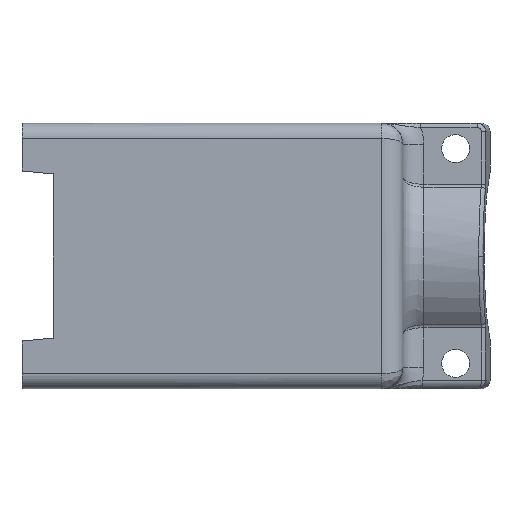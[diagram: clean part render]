
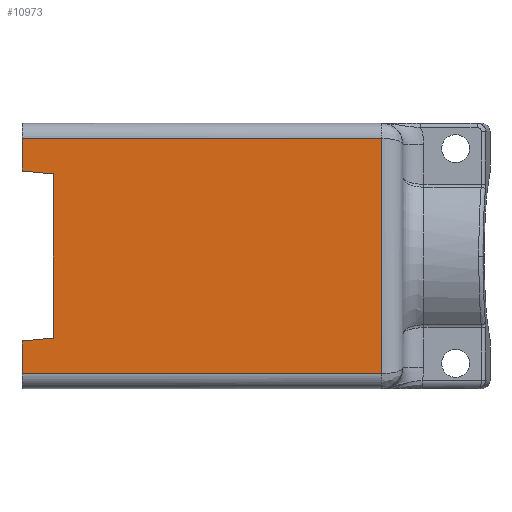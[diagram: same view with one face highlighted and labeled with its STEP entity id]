
A CAD part, left-side view. The second image highlights one B-rep face of the part: STEP entity #10973.
In plain terms, the highlighted planar face has unit normal (-1, 0, 0).
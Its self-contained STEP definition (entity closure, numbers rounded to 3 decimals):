
#78 = EDGE_CURVE ( 'NONE', #5030, #4901, #147, .T. ) ;
#147 = LINE ( 'NONE', #7059, #176 ) ;
#176 = VECTOR ( 'NONE', #19186, 1000. ) ;
#232 = ORIENTED_EDGE ( 'NONE', *, *, #6453, .T. ) ;
#883 = CARTESIAN_POINT ( 'NONE',  ( -34.5, 30.867, 13.9 ) ) ;
#1379 = EDGE_CURVE ( 'NONE', #3569, #4713, #20067, .T. ) ;
#2268 = CARTESIAN_POINT ( 'NONE',  ( -34.5, 22.525, 0. ) ) ;
#2332 = DIRECTION ( 'NONE',  ( 0., -0.996, 0.094 ) ) ;
#2714 = CARTESIAN_POINT ( 'NONE',  ( -34.5, 2.5, -13.9 ) ) ;
#3387 = VERTEX_POINT ( 'NONE', #3914 ) ;
#3399 = LINE ( 'NONE', #5540, #5640 ) ;
#3459 = VECTOR ( 'NONE', #20187, 1000. ) ;
#3569 = VERTEX_POINT ( 'NONE', #13308 ) ;
#3914 = CARTESIAN_POINT ( 'NONE',  ( -34.5, 2.5, 13.9 ) ) ;
#3998 = CARTESIAN_POINT ( 'NONE',  ( -34.5, 45.05, 13.9 ) ) ;
#4108 = DIRECTION ( 'NONE',  ( 0., 0., -1. ) ) ;
#4531 = CARTESIAN_POINT ( 'NONE',  ( -34.5, 45.05, -13.9 ) ) ;
#4713 = VERTEX_POINT ( 'NONE', #8287 ) ;
#4834 = DIRECTION ( 'NONE',  ( 0., 0., -1. ) ) ;
#4901 = VERTEX_POINT ( 'NONE', #11230 ) ;
#4908 = VERTEX_POINT ( 'NONE', #16223 ) ;
#5022 = ORIENTED_EDGE ( 'NONE', *, *, #10992, .T. ) ;
#5030 = VERTEX_POINT ( 'NONE', #20078 ) ;
#5540 = CARTESIAN_POINT ( 'NONE',  ( -34.5, 41.35, -9.7 ) ) ;
#5640 = VECTOR ( 'NONE', #19146, 1000. ) ;
#6209 = CARTESIAN_POINT ( 'NONE',  ( -34.5, 16.683, 13.9 ) ) ;
#6311 = VERTEX_POINT ( 'NONE', #21402 ) ;
#6453 = EDGE_CURVE ( 'NONE', #16009, #3569, #13225, .T. ) ;
#6822 = EDGE_CURVE ( 'NONE', #6311, #4901, #7613, .T. ) ;
#7059 = CARTESIAN_POINT ( 'NONE',  ( -34.5, 41.35, 9.7 ) ) ;
#7328 = CARTESIAN_POINT ( 'NONE',  ( -34.5, 45.05, -10.05 ) ) ;
#7613 = LINE ( 'NONE', #3998, #13044 ) ;
#7819 = CARTESIAN_POINT ( 'NONE',  ( -34.5, 2.5, -4.633 ) ) ;
#8228 = CARTESIAN_POINT ( 'NONE',  ( -34.5, 45.05, -10.05 ) ) ;
#8287 = CARTESIAN_POINT ( 'NONE',  ( -34.5, 2.5, -13.9 ) ) ;
#9025 = CARTESIAN_POINT ( 'NONE',  ( -34.5, 45.05, -10.05 ) ) ;
#9185 = EDGE_LOOP ( 'NONE', ( #11923, #15654, #19527, #16448, #12896, #232, #9658, #5022 ) ) ;
#9500 = CARTESIAN_POINT ( 'NONE',  ( -34.5, 45.05, 13.9 ) ) ;
#9658 = ORIENTED_EDGE ( 'NONE', *, *, #1379, .T. ) ;
#9797 = VECTOR ( 'NONE', #4834, 1000. ) ;
#9859 = CARTESIAN_POINT ( 'NONE',  ( -34.5, 2.5, 4.633 ) ) ;
#10164 = VECTOR ( 'NONE', #2332, 1000. ) ;
#10881 = PLANE ( 'NONE',  #20909 ) ;
#10973 = ADVANCED_FACE ( 'NONE', ( #14280 ), #10881, .F. ) ;
#10992 = EDGE_CURVE ( 'NONE', #4713, #3387, #15620, .T. ) ;
#11230 = CARTESIAN_POINT ( 'NONE',  ( -34.5, 45.05, 10.05 ) ) ;
#11538 = CARTESIAN_POINT ( 'NONE',  ( -34.5, 2.5, 13.9 ) ) ;
#11923 = ORIENTED_EDGE ( 'NONE', *, *, #14574, .F. ) ;
#12001 = B_SPLINE_CURVE_WITH_KNOTS ( 'NONE', 3,
 ( #9500, #883, #6209, #11538 ),
 .UNSPECIFIED., .F., .F.,
 ( 4, 4 ),
 ( 0., 1. ),
 .UNSPECIFIED. ) ;
#12698 = DIRECTION ( 'NONE',  ( 1., 0., 0. ) ) ;
#12896 = ORIENTED_EDGE ( 'NONE', *, *, #20239, .F. ) ;
#13044 = VECTOR ( 'NONE', #4108, 1000. ) ;
#13225 = LINE ( 'NONE', #8228, #9797 ) ;
#13227 = EDGE_CURVE ( 'NONE', #4908, #5030, #3399, .T. ) ;
#13308 = CARTESIAN_POINT ( 'NONE',  ( -34.5, 45.05, -13.9 ) ) ;
#14280 = FACE_OUTER_BOUND ( 'NONE', #9185, .T. ) ;
#14574 = EDGE_CURVE ( 'NONE', #6311, #3387, #12001, .T. ) ;
#15620 = B_SPLINE_CURVE_WITH_KNOTS ( 'NONE', 3,
 ( #2714, #7819, #9859, #16662 ),
 .UNSPECIFIED., .F., .F.,
 ( 4, 4 ),
 ( 0., 1. ),
 .UNSPECIFIED. ) ;
#15654 = ORIENTED_EDGE ( 'NONE', *, *, #6822, .T. ) ;
#16009 = VERTEX_POINT ( 'NONE', #7328 ) ;
#16096 = DIRECTION ( 'NONE',  ( 0., 1., 0. ) ) ;
#16223 = CARTESIAN_POINT ( 'NONE',  ( -34.5, 41.35, -9.7 ) ) ;
#16448 = ORIENTED_EDGE ( 'NONE', *, *, #13227, .F. ) ;
#16662 = CARTESIAN_POINT ( 'NONE',  ( -34.5, 2.5, 13.9 ) ) ;
#19146 = DIRECTION ( 'NONE',  ( 0., 0., 1. ) ) ;
#19186 = DIRECTION ( 'NONE',  ( 0., 0.996, 0.094 ) ) ;
#19345 = LINE ( 'NONE', #9025, #10164 ) ;
#19527 = ORIENTED_EDGE ( 'NONE', *, *, #78, .F. ) ;
#20067 = LINE ( 'NONE', #4531, #3459 ) ;
#20078 = CARTESIAN_POINT ( 'NONE',  ( -34.5, 41.35, 9.7 ) ) ;
#20187 = DIRECTION ( 'NONE',  ( 0., -1., 0. ) ) ;
#20239 = EDGE_CURVE ( 'NONE', #16009, #4908, #19345, .T. ) ;
#20909 = AXIS2_PLACEMENT_3D ( 'NONE', #2268, #12698, #16096 ) ;
#21402 = CARTESIAN_POINT ( 'NONE',  ( -34.5, 45.05, 13.9 ) ) ;
